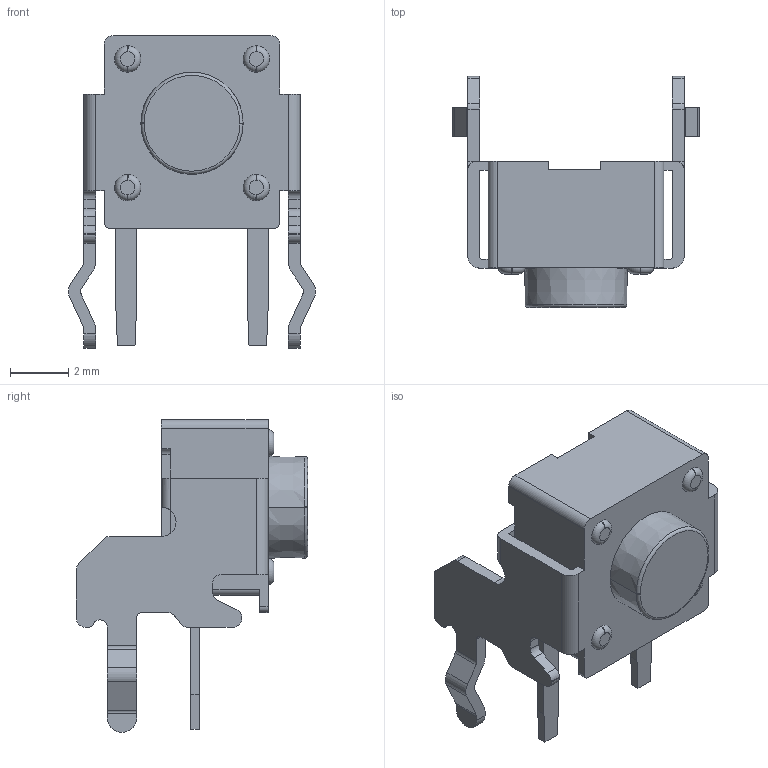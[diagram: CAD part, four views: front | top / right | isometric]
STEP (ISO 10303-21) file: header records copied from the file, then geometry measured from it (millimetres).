
FILE_DESCRIPTION(('FreeCAD Model'),'2;1');
FILE_NAME('Open CASCADE Shape Model','2023-05-22T09:15:56',( 'kicad StepUp'),('ksu MCAD'),'Open CASCADE STEP processor 7.6', 'FreeCAD','Unknown');
FILE_SCHEMA(('AUTOMOTIVE_DESIGN { 1 0 10303 214 1 1 1 1 }'));
Length unit declared in the file: millimetre
Products named in the file (1): XKB_TC-1102HJ-C-C
Bounding box: 8.45 x 7.91 x 10.7 mm (x, y, z)
Volume: 163.5 mm3; surface area: 340.3 mm2
Topology: 1 solids, 1 shells, 603 faces, 1734 edges, 1156 vertices
Faces by surface type: plane 523, cylinder 58, torus 20, cone 2
Entity records: 23779 total; most frequent: CARTESIAN_POINT 3512, ORIENTED_EDGE 3468, DIRECTION 3124, EDGE_CURVE 1734, LINE 1548, VECTOR 1548, VERTEX_POINT 1156, AXIS2_PLACEMENT_3D 788
